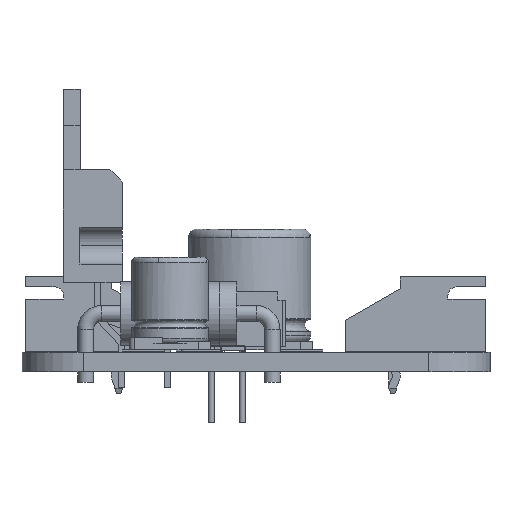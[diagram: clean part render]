
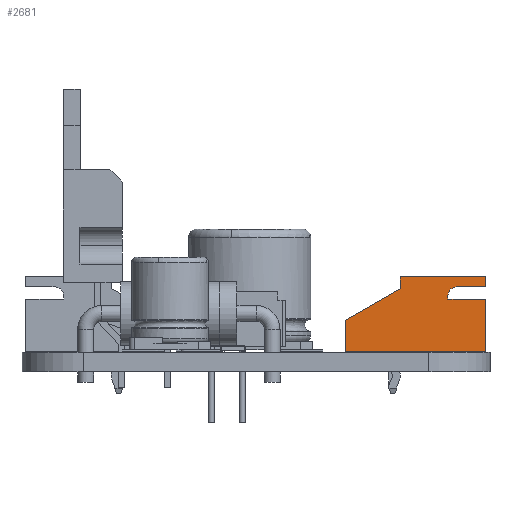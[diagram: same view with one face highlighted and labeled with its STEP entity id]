
A CAD part, left-side view. The second image highlights one B-rep face of the part: STEP entity #2681.
In plain terms, the highlighted planar face has unit normal (-1, 0, 0).
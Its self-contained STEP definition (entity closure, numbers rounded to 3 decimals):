
#2376 = VERTEX_POINT('',#2377);
#2377 = CARTESIAN_POINT('',(-6.2,6.1,-1.25));
#2383 = EDGE_CURVE('',#2384,#2376,#2386,.T.);
#2384 = VERTEX_POINT('',#2385);
#2385 = CARTESIAN_POINT('',(-6.2,6.1,5.75));
#2386 = LINE('',#2387,#2388);
#2387 = CARTESIAN_POINT('',(-6.2,6.1,5.75));
#2388 = VECTOR('',#2389,1.);
#2389 = DIRECTION('',(0.,0.,-1.));
#2681 = ADVANCED_FACE('',(#2682),#2764,.T.);
#2682 = FACE_BOUND('',#2683,.T.);
#2683 = EDGE_LOOP('',(#2684,#2694,#2703,#2711,#2717,#2718,#2726,#2734,
    #2742,#2750,#2758));
#2684 = ORIENTED_EDGE('',*,*,#2685,.T.);
#2685 = EDGE_CURVE('',#2686,#2688,#2690,.T.);
#2686 = VERTEX_POINT('',#2687);
#2687 = CARTESIAN_POINT('',(-6.2,4.275,2.65));
#2688 = VERTEX_POINT('',#2689);
#2689 = CARTESIAN_POINT('',(-6.2,4.575,2.65));
#2690 = LINE('',#2691,#2692);
#2691 = CARTESIAN_POINT('',(-6.2,0.,2.65));
#2692 = VECTOR('',#2693,1.);
#2693 = DIRECTION('',(0.,1.,0.));
#2694 = ORIENTED_EDGE('',*,*,#2695,.T.);
#2695 = EDGE_CURVE('',#2688,#2696,#2698,.T.);
#2696 = VERTEX_POINT('',#2697);
#2697 = CARTESIAN_POINT('',(-6.2,5.275,3.35));
#2698 = CIRCLE('',#2699,0.7);
#2699 = AXIS2_PLACEMENT_3D('',#2700,#2701,#2702);
#2700 = CARTESIAN_POINT('',(-6.2,4.575,3.35));
#2701 = DIRECTION('',(1.,0.,0.));
#2702 = DIRECTION('',(0.,0.,-1.));
#2703 = ORIENTED_EDGE('',*,*,#2704,.T.);
#2704 = EDGE_CURVE('',#2696,#2705,#2707,.T.);
#2705 = VERTEX_POINT('',#2706);
#2706 = CARTESIAN_POINT('',(-6.2,5.275,5.75));
#2707 = LINE('',#2708,#2709);
#2708 = CARTESIAN_POINT('',(-6.2,5.275,5.75));
#2709 = VECTOR('',#2710,1.);
#2710 = DIRECTION('',(0.,0.,1.));
#2711 = ORIENTED_EDGE('',*,*,#2712,.T.);
#2712 = EDGE_CURVE('',#2705,#2384,#2713,.T.);
#2713 = LINE('',#2714,#2715);
#2714 = CARTESIAN_POINT('',(-6.2,0.,5.75));
#2715 = VECTOR('',#2716,1.);
#2716 = DIRECTION('',(0.,1.,0.));
#2717 = ORIENTED_EDGE('',*,*,#2383,.T.);
#2718 = ORIENTED_EDGE('',*,*,#2719,.T.);
#2719 = EDGE_CURVE('',#2376,#2720,#2722,.T.);
#2720 = VERTEX_POINT('',#2721);
#2721 = CARTESIAN_POINT('',(-6.2,5.148,-1.25));
#2722 = LINE('',#2723,#2724);
#2723 = CARTESIAN_POINT('',(-6.2,0.,-1.25));
#2724 = VECTOR('',#2725,1.);
#2725 = DIRECTION('',(0.,-1.,0.));
#2726 = ORIENTED_EDGE('',*,*,#2727,.T.);
#2727 = EDGE_CURVE('',#2720,#2728,#2730,.T.);
#2728 = VERTEX_POINT('',#2729);
#2729 = CARTESIAN_POINT('',(-6.2,2.55,-5.75));
#2730 = LINE('',#2731,#2732);
#2731 = CARTESIAN_POINT('',(-6.2,5.148,-1.25));
#2732 = VECTOR('',#2733,1.);
#2733 = DIRECTION('',(0.,-0.5,-0.866));
#2734 = ORIENTED_EDGE('',*,*,#2735,.T.);
#2735 = EDGE_CURVE('',#2728,#2736,#2738,.T.);
#2736 = VERTEX_POINT('',#2737);
#2737 = CARTESIAN_POINT('',(-6.2,0.,-5.75));
#2738 = LINE('',#2739,#2740);
#2739 = CARTESIAN_POINT('',(-6.2,0.,-5.75));
#2740 = VECTOR('',#2741,1.);
#2741 = DIRECTION('',(0.,-1.,0.));
#2742 = ORIENTED_EDGE('',*,*,#2743,.T.);
#2743 = EDGE_CURVE('',#2736,#2744,#2746,.T.);
#2744 = VERTEX_POINT('',#2745);
#2745 = CARTESIAN_POINT('',(-6.2,0.,5.75));
#2746 = LINE('',#2747,#2748);
#2747 = CARTESIAN_POINT('',(-6.2,0.,5.75));
#2748 = VECTOR('',#2749,1.);
#2749 = DIRECTION('',(0.,0.,1.));
#2750 = ORIENTED_EDGE('',*,*,#2751,.T.);
#2751 = EDGE_CURVE('',#2744,#2752,#2754,.T.);
#2752 = VERTEX_POINT('',#2753);
#2753 = CARTESIAN_POINT('',(-6.2,4.275,5.75));
#2754 = LINE('',#2755,#2756);
#2755 = CARTESIAN_POINT('',(-6.2,0.,5.75));
#2756 = VECTOR('',#2757,1.);
#2757 = DIRECTION('',(0.,1.,0.));
#2758 = ORIENTED_EDGE('',*,*,#2759,.T.);
#2759 = EDGE_CURVE('',#2752,#2686,#2760,.T.);
#2760 = LINE('',#2761,#2762);
#2761 = CARTESIAN_POINT('',(-6.2,4.275,5.75));
#2762 = VECTOR('',#2763,1.);
#2763 = DIRECTION('',(0.,0.,-1.));
#2764 = PLANE('',#2765);
#2765 = AXIS2_PLACEMENT_3D('',#2766,#2767,#2768);
#2766 = CARTESIAN_POINT('',(-6.2,0.,5.75));
#2767 = DIRECTION('',(-1.,0.,0.));
#2768 = DIRECTION('',(0.,0.,1.));
